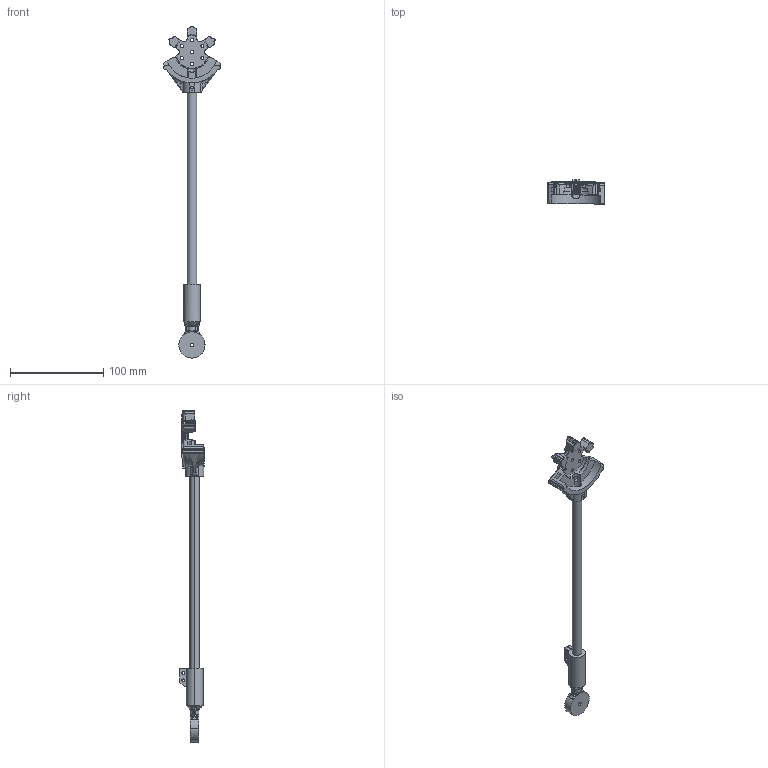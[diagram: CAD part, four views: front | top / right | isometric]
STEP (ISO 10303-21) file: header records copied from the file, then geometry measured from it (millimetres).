
FILE_DESCRIPTION (( 'STEP AP214' ), '1' );
FILE_NAME ('Tibia_Link.STEP', '2025-12-09T20:36:45', ( '' ), ( '' ), 'SwSTEP 2.0', 'SolidWorks 2025', '' );
FILE_SCHEMA (( 'AUTOMOTIVE_DESIGN' ));
Length unit declared in the file: millimetre
Products named in the file (1): Tibia_Link
Bounding box: 61.67 x 26.36 x 356.04 mm (x, y, z)
Volume: 43808.4 mm3; surface area: 34184.2 mm2
Topology: 4 solids, 4 shells, 503 faces, 1338 edges, 821 vertices
Faces by surface type: cylinder 205, plane 151, bspline 74, torus 35, cone 30, sphere 8
Entity records: 18518 total; most frequent: CARTESIAN_POINT 6576, ORIENTED_EDGE 2632, DIRECTION 2375, EDGE_CURVE 1316, AXIS2_PLACEMENT_3D 929, VERTEX_POINT 819, EDGE_LOOP 537, LINE 517
